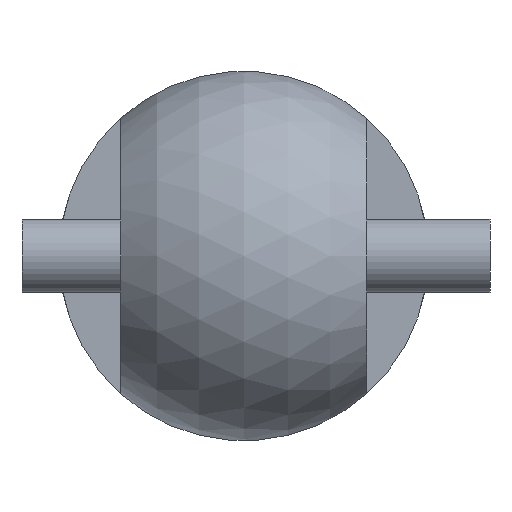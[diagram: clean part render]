
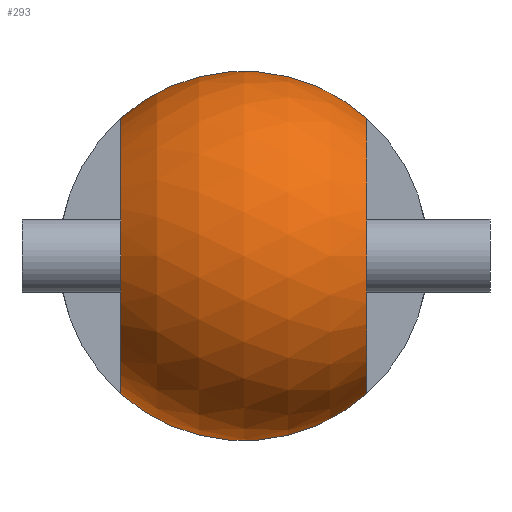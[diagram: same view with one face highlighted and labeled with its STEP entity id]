
A CAD part, front view. The second image highlights one B-rep face of the part: STEP entity #293.
In plain terms, the highlighted spherical face has radius 75 mm.
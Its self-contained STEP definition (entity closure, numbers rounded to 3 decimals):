
#15=SPHERICAL_SURFACE('',#332,75.);
#42=FACE_OUTER_BOUND('',#61,.T.);
#61=EDGE_LOOP('',(#231,#232,#233,#234));
#123=CIRCLE('',#333,75.);
#124=CIRCLE('',#334,55.902);
#125=CIRCLE('',#335,75.);
#126=CIRCLE('',#336,55.902);
#150=VERTEX_POINT('',#591);
#151=VERTEX_POINT('',#592);
#152=VERTEX_POINT('',#594);
#153=VERTEX_POINT('',#596);
#183=EDGE_CURVE('',#150,#151,#123,.T.);
#184=EDGE_CURVE('',#150,#152,#124,.T.);
#185=EDGE_CURVE('',#153,#152,#125,.T.);
#186=EDGE_CURVE('',#151,#153,#126,.T.);
#231=ORIENTED_EDGE('',*,*,#183,.F.);
#232=ORIENTED_EDGE('',*,*,#184,.T.);
#233=ORIENTED_EDGE('',*,*,#185,.F.);
#234=ORIENTED_EDGE('',*,*,#186,.F.);
#293=ADVANCED_FACE('',(#42),#15,.T.);
#332=AXIS2_PLACEMENT_3D('',#590,#397,#398);
#333=AXIS2_PLACEMENT_3D('',#593,#399,#400);
#334=AXIS2_PLACEMENT_3D('',#595,#401,#402);
#335=AXIS2_PLACEMENT_3D('',#597,#403,#404);
#336=AXIS2_PLACEMENT_3D('',#598,#405,#406);
#397=DIRECTION('center_axis',(1.,0.,0.));
#398=DIRECTION('ref_axis',(0.,-1.,0.));
#399=DIRECTION('center_axis',(0.,1.,0.));
#400=DIRECTION('ref_axis',(0.667,0.,-0.745));
#401=DIRECTION('center_axis',(-1.,0.,0.));
#402=DIRECTION('ref_axis',(0.,0.,-1.));
#403=DIRECTION('center_axis',(0.,1.,0.));
#404=DIRECTION('ref_axis',(-0.667,0.,0.745));
#405=DIRECTION('center_axis',(-1.,0.,0.));
#406=DIRECTION('ref_axis',(0.,0.,-1.));
#590=CARTESIAN_POINT('Origin',(0.,0.,0.));
#591=CARTESIAN_POINT('',(50.,0.,-55.902));
#592=CARTESIAN_POINT('',(-50.,0.,-55.902));
#593=CARTESIAN_POINT('Origin',(0.,0.,0.));
#594=CARTESIAN_POINT('',(50.,0.,55.902));
#595=CARTESIAN_POINT('Origin',(50.,0.,0.));
#596=CARTESIAN_POINT('',(-50.,0.,55.902));
#597=CARTESIAN_POINT('Origin',(0.,0.,0.));
#598=CARTESIAN_POINT('Origin',(-50.,0.,0.));
